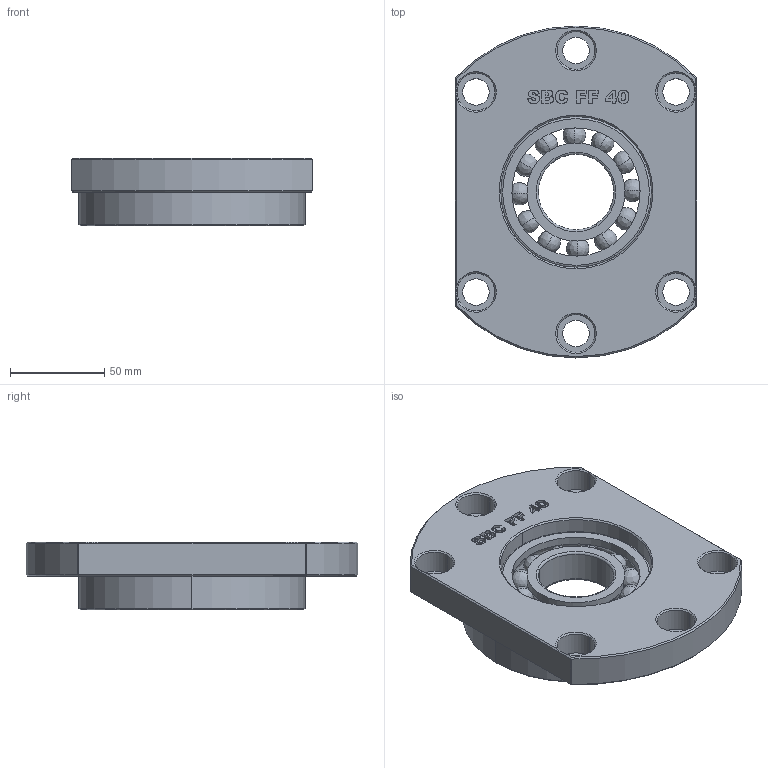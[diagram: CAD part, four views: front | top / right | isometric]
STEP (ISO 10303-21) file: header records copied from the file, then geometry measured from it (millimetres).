
FILE_DESCRIPTION (( 'STEP AP203' ), '1' );
FILE_NAME ('FF 40.STEP', '2014-10-22T05:46:30', ( 'star' ), ( '' ), 'SwSTEP 2.0', 'SolidWorks 2013', '' );
FILE_SCHEMA (( 'CONFIG_CONTROL_DESIGN' ));
Length unit declared in the file: millimetre
Products named in the file (3): FF 40; #6208(40X80X18)
Assembly tree (2 placements, depth 2):
  FF 40
    #6208(40X80X18)
    FF 40
Bounding box: 128 x 176 x 36 mm (x, y, z)
Volume: 405134.4 mm3; surface area: 83350.3 mm2
Topology: 2 solids, 2 shells, 238 faces, 704 edges, 424 vertices
Faces by surface type: plane 89, bspline 73, cylinder 42, cone 22, torus 12
Entity records: 14671 total; most frequent: CARTESIAN_POINT 8666, ORIENTED_EDGE 1312, DIRECTION 1006, EDGE_CURVE 656, VERTEX_POINT 424, AXIS2_PLACEMENT_3D 358, VECTOR 290, LINE 290
